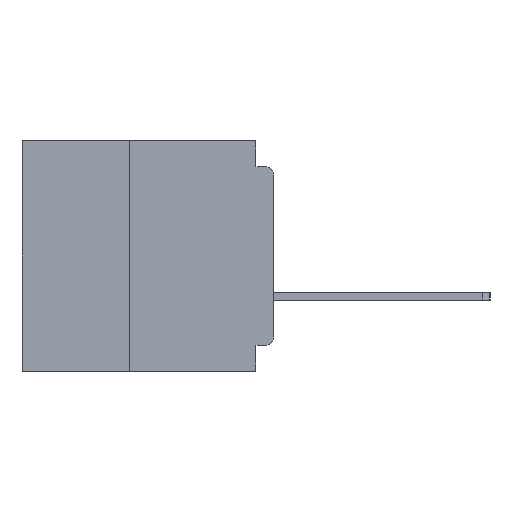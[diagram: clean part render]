
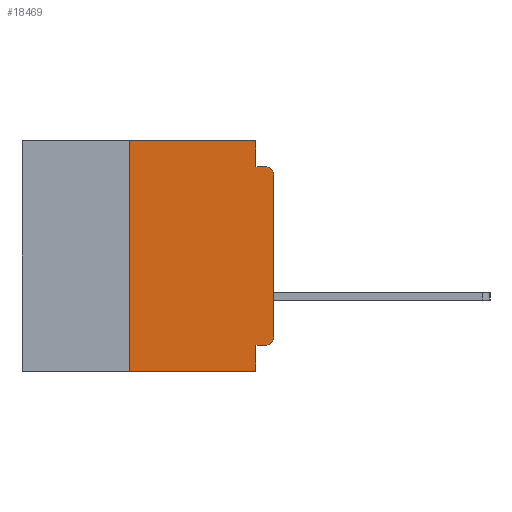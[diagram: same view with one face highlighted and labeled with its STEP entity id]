
A CAD part, left-side view. The second image highlights one B-rep face of the part: STEP entity #18469.
In plain terms, the highlighted planar face has unit normal (-1, 0, 0).
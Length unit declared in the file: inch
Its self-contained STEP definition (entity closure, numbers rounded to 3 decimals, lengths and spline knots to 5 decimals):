
#70 = CARTESIAN_POINT ( 'NONE',  ( 0., 0.031, -0.4 ) ) ;
#1363 = LINE ( 'NONE', #1420, #29539 ) ;
#1420 = CARTESIAN_POINT ( 'NONE',  ( 0., 0., -0.355 ) ) ;
#1568 = VECTOR ( 'NONE', #25413, 39.37008 ) ;
#1788 = EDGE_CURVE ( 'NONE', #30854, #3068, #16600, .T. ) ;
#1859 = CIRCLE ( 'NONE', #21361, 0.015 ) ;
#2419 = LINE ( 'NONE', #17297, #1568 ) ;
#2458 = EDGE_CURVE ( 'NONE', #6764, #15600, #3899, .T. ) ;
#2869 = CARTESIAN_POINT ( 'NONE',  ( 0., 0.031, -0.355 ) ) ;
#3068 = VERTEX_POINT ( 'NONE', #25312 ) ;
#3725 = CARTESIAN_POINT ( 'NONE',  ( 0., 0.437, -0.4 ) ) ;
#3899 = LINE ( 'NONE', #22410, #24828 ) ;
#4192 = VECTOR ( 'NONE', #29418, 39.37008 ) ;
#4612 = VECTOR ( 'NONE', #27401, 39.37008 ) ;
#6764 = VERTEX_POINT ( 'NONE', #25847 ) ;
#6919 = PLANE ( 'NONE',  #12240 ) ;
#7083 = VERTEX_POINT ( 'NONE', #20284 ) ;
#7150 = DIRECTION ( 'NONE',  ( -1., 0., 0. ) ) ;
#7950 = FACE_OUTER_BOUND ( 'NONE', #13572, .T. ) ;
#9092 = EDGE_CURVE ( 'NONE', #15600, #22633, #25129, .T. ) ;
#9249 = EDGE_CURVE ( 'NONE', #17007, #7083, #33589, .T. ) ;
#9313 = DIRECTION ( 'NONE',  ( 0., -1., 0. ) ) ;
#9731 = DIRECTION ( 'NONE',  ( 0., 0., -1. ) ) ;
#10169 = VECTOR ( 'NONE', #26798, 39.37008 ) ;
#11081 = VERTEX_POINT ( 'NONE', #30281 ) ;
#11681 = VECTOR ( 'NONE', #9313, 39.37008 ) ;
#12240 = AXIS2_PLACEMENT_3D ( 'NONE', #23206, #25949, #9731 ) ;
#12461 = ORIENTED_EDGE ( 'NONE', *, *, #9092, .F. ) ;
#12808 = DIRECTION ( 'NONE',  ( 0., 1., 0. ) ) ;
#13572 = EDGE_LOOP ( 'NONE', ( #20388, #13738, #34788, #12461, #18842, #29455, #27390, #26628, #20699, #28725 ) ) ;
#13738 = ORIENTED_EDGE ( 'NONE', *, *, #23322, .T. ) ;
#14606 = DIRECTION ( 'NONE',  ( 0., 0., 1. ) ) ;
#14699 = DIRECTION ( 'NONE',  ( -1., 0., 0. ) ) ;
#14783 = EDGE_CURVE ( 'NONE', #26339, #7083, #19673, .T. ) ;
#15338 = AXIS2_PLACEMENT_3D ( 'NONE', #23445, #7150, #26189 ) ;
#15600 = VERTEX_POINT ( 'NONE', #34165 ) ;
#16014 = LINE ( 'NONE', #30719, #30347 ) ;
#16600 = LINE ( 'NONE', #30531, #10169 ) ;
#17007 = VERTEX_POINT ( 'NONE', #2869 ) ;
#17174 = EDGE_CURVE ( 'NONE', #22633, #11081, #2419, .T. ) ;
#17297 = CARTESIAN_POINT ( 'NONE',  ( 0., 0., -0.045 ) ) ;
#18469 = ADVANCED_FACE ( 'NONE', ( #7950 ), #6919, .F. ) ;
#18842 = ORIENTED_EDGE ( 'NONE', *, *, #2458, .F. ) ;
#19609 = EDGE_CURVE ( 'NONE', #32327, #17007, #1363, .T. ) ;
#19673 = LINE ( 'NONE', #3725, #11681 ) ;
#20053 = EDGE_CURVE ( 'NONE', #26339, #6764, #16014, .T. ) ;
#20284 = CARTESIAN_POINT ( 'NONE',  ( 0., 0.031, -0.4 ) ) ;
#20388 = ORIENTED_EDGE ( 'NONE', *, *, #1788, .T. ) ;
#20699 = ORIENTED_EDGE ( 'NONE', *, *, #19609, .F. ) ;
#21361 = AXIS2_PLACEMENT_3D ( 'NONE', #30828, #14699, #33539 ) ;
#21529 = DIRECTION ( 'NONE',  ( 0., -1., 0. ) ) ;
#22410 = CARTESIAN_POINT ( 'NONE',  ( 0., 0.437, 0. ) ) ;
#22633 = VERTEX_POINT ( 'NONE', #30741 ) ;
#23206 = CARTESIAN_POINT ( 'NONE',  ( 0., 0.437, 0. ) ) ;
#23213 = EDGE_CURVE ( 'NONE', #32327, #30854, #1859, .T. ) ;
#23322 = EDGE_CURVE ( 'NONE', #3068, #11081, #32961, .T. ) ;
#23445 = CARTESIAN_POINT ( 'NONE',  ( 0., 0.015, -0.06 ) ) ;
#24065 = CARTESIAN_POINT ( 'NONE',  ( 0., 0., -0.34 ) ) ;
#24828 = VECTOR ( 'NONE', #21529, 39.37008 ) ;
#25129 = LINE ( 'NONE', #34723, #4192 ) ;
#25312 = CARTESIAN_POINT ( 'NONE',  ( 0., 0., -0.06 ) ) ;
#25413 = DIRECTION ( 'NONE',  ( 0., -1., 0. ) ) ;
#25847 = CARTESIAN_POINT ( 'NONE',  ( 0., 0.25, 0. ) ) ;
#25949 = DIRECTION ( 'NONE',  ( 1., 0., 0. ) ) ;
#26189 = DIRECTION ( 'NONE',  ( 0., 0., -1. ) ) ;
#26339 = VERTEX_POINT ( 'NONE', #32144 ) ;
#26628 = ORIENTED_EDGE ( 'NONE', *, *, #9249, .F. ) ;
#26798 = DIRECTION ( 'NONE',  ( 0., 0., 1. ) ) ;
#27390 = ORIENTED_EDGE ( 'NONE', *, *, #14783, .T. ) ;
#27401 = DIRECTION ( 'NONE',  ( 0., 0., -1. ) ) ;
#28725 = ORIENTED_EDGE ( 'NONE', *, *, #23213, .T. ) ;
#29418 = DIRECTION ( 'NONE',  ( 0., 0., -1. ) ) ;
#29455 = ORIENTED_EDGE ( 'NONE', *, *, #20053, .F. ) ;
#29539 = VECTOR ( 'NONE', #12808, 39.37008 ) ;
#30237 = CARTESIAN_POINT ( 'NONE',  ( 0., 0.015, -0.355 ) ) ;
#30281 = CARTESIAN_POINT ( 'NONE',  ( 0., 0.015, -0.045 ) ) ;
#30347 = VECTOR ( 'NONE', #14606, 39.37008 ) ;
#30531 = CARTESIAN_POINT ( 'NONE',  ( 0., 0., 0. ) ) ;
#30719 = CARTESIAN_POINT ( 'NONE',  ( 0., 0.25, -0.4 ) ) ;
#30741 = CARTESIAN_POINT ( 'NONE',  ( 0., 0.031, -0.045 ) ) ;
#30828 = CARTESIAN_POINT ( 'NONE',  ( 0., 0.015, -0.34 ) ) ;
#30854 = VERTEX_POINT ( 'NONE', #24065 ) ;
#32144 = CARTESIAN_POINT ( 'NONE',  ( 0., 0.25, -0.4 ) ) ;
#32327 = VERTEX_POINT ( 'NONE', #30237 ) ;
#32961 = CIRCLE ( 'NONE', #15338, 0.015 ) ;
#33539 = DIRECTION ( 'NONE',  ( 0., 0., -1. ) ) ;
#33589 = LINE ( 'NONE', #70, #4612 ) ;
#34165 = CARTESIAN_POINT ( 'NONE',  ( 0., 0.031, 0. ) ) ;
#34723 = CARTESIAN_POINT ( 'NONE',  ( 0., 0.031, 0. ) ) ;
#34788 = ORIENTED_EDGE ( 'NONE', *, *, #17174, .F. ) ;
